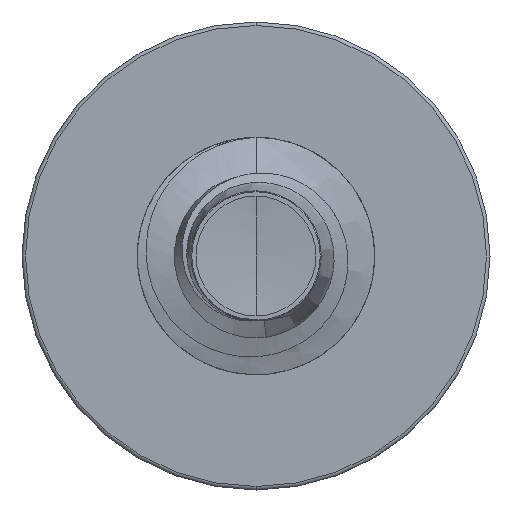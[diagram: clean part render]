
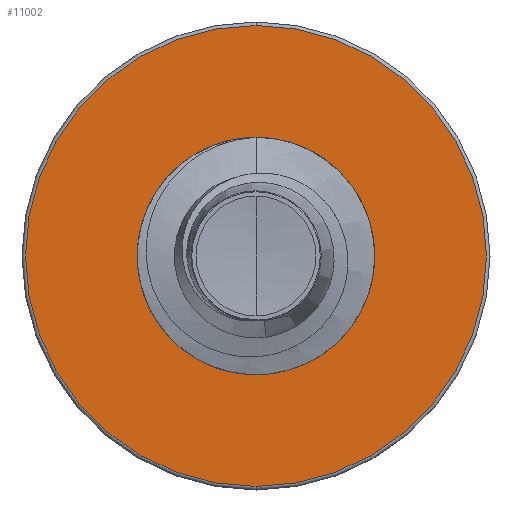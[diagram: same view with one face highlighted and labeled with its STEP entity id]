
A CAD part, front view. The second image highlights one B-rep face of the part: STEP entity #11002.
In plain terms, the highlighted planar face has unit normal (0, -1, 0).
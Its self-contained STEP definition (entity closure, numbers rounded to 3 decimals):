
#77 = AXIS2_PLACEMENT_3D ( 'NONE', #15323, #9430, #902 ) ;
#235 = FACE_OUTER_BOUND ( 'NONE', #14736, .T. ) ;
#583 = DIRECTION ( 'NONE',  ( 0., 0., 1. ) ) ;
#882 = CARTESIAN_POINT ( 'NONE',  ( 0., 10., -1.722 ) ) ;
#892 = AXIS2_PLACEMENT_3D ( 'NONE', #12160, #5702, #13962 ) ;
#902 = DIRECTION ( 'NONE',  ( 0., 0., 1. ) ) ;
#1441 = AXIS2_PLACEMENT_3D ( 'NONE', #13712, #6660, #14504 ) ;
#1909 = DIRECTION ( 'NONE',  ( 0., 1., 0. ) ) ;
#2311 = AXIS2_PLACEMENT_3D ( 'NONE', #10285, #1909, #11487 ) ;
#3145 = AXIS2_PLACEMENT_3D ( 'NONE', #15173, #9159, #583 ) ;
#4273 = PLANE ( 'NONE',  #892 ) ;
#4498 = CIRCLE ( 'NONE', #1441, 1.722 ) ;
#5636 = CARTESIAN_POINT ( 'NONE',  ( 0., 10., 1.722 ) ) ;
#5702 = DIRECTION ( 'NONE',  ( 0., 1., 0. ) ) ;
#6660 = DIRECTION ( 'NONE',  ( 0., 1., 0. ) ) ;
#7497 = VERTEX_POINT ( 'NONE', #882 ) ;
#7953 = ORIENTED_EDGE ( 'NONE', *, *, #8969, .F. ) ;
#8209 = ORIENTED_EDGE ( 'NONE', *, *, #10469, .T. ) ;
#8952 = ORIENTED_EDGE ( 'NONE', *, *, #12469, .T. ) ;
#8969 = EDGE_CURVE ( 'NONE', #14864, #10184, #13563, .T. ) ;
#9159 = DIRECTION ( 'NONE',  ( 0., 1., 0. ) ) ;
#9430 = DIRECTION ( 'NONE',  ( 0., 1., 0. ) ) ;
#10023 = EDGE_CURVE ( 'NONE', #10184, #14864, #11568, .T. ) ;
#10184 = VERTEX_POINT ( 'NONE', #11838 ) ;
#10285 = CARTESIAN_POINT ( 'NONE',  ( 0., 10., 0. ) ) ;
#10469 = EDGE_CURVE ( 'NONE', #13657, #7497, #4498, .T. ) ;
#10730 = ORIENTED_EDGE ( 'NONE', *, *, #10023, .F. ) ;
#11002 = ADVANCED_FACE ( 'NONE', ( #235, #11803 ), #4273, .F. ) ;
#11487 = DIRECTION ( 'NONE',  ( 0., 0., 1. ) ) ;
#11568 = CIRCLE ( 'NONE', #2311, 3.398 ) ;
#11803 = FACE_BOUND ( 'NONE', #12338, .T. ) ;
#11838 = CARTESIAN_POINT ( 'NONE',  ( 0., 10., 3.398 ) ) ;
#12160 = CARTESIAN_POINT ( 'NONE',  ( 0., 10., -1.722 ) ) ;
#12338 = EDGE_LOOP ( 'NONE', ( #8209, #8952 ) ) ;
#12469 = EDGE_CURVE ( 'NONE', #7497, #13657, #14995, .T. ) ;
#12900 = CARTESIAN_POINT ( 'NONE',  ( 0., 10., -3.397 ) ) ;
#13563 = CIRCLE ( 'NONE', #3145, 3.398 ) ;
#13657 = VERTEX_POINT ( 'NONE', #5636 ) ;
#13712 = CARTESIAN_POINT ( 'NONE',  ( 0., 10., 0. ) ) ;
#13962 = DIRECTION ( 'NONE',  ( 0., 0., 1. ) ) ;
#14504 = DIRECTION ( 'NONE',  ( 0., 0., 1. ) ) ;
#14736 = EDGE_LOOP ( 'NONE', ( #10730, #7953 ) ) ;
#14864 = VERTEX_POINT ( 'NONE', #12900 ) ;
#14995 = CIRCLE ( 'NONE', #77, 1.722 ) ;
#15173 = CARTESIAN_POINT ( 'NONE',  ( 0., 10., 0. ) ) ;
#15323 = CARTESIAN_POINT ( 'NONE',  ( 0., 10., 0. ) ) ;
